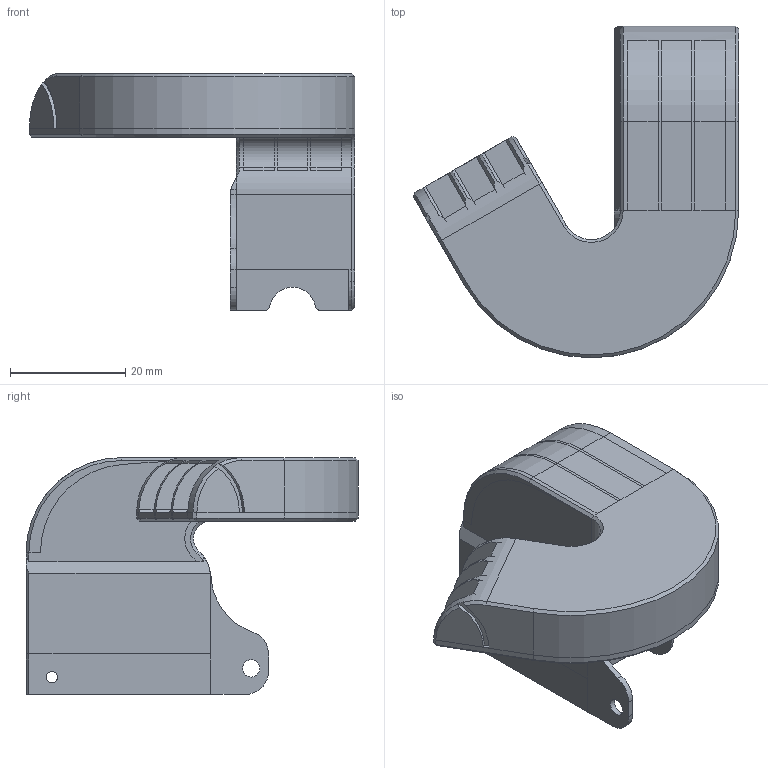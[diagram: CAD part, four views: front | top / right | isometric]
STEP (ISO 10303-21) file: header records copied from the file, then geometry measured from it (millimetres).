
FILE_DESCRIPTION(('FreeCAD Model'),'2;1');
FILE_NAME( 'CoolerAirRight_3.step', '2021-02-06T14:26:41',('Author'),(''), 'Open CASCADE STEP processor 7.3','FreeCAD','Unknown');
FILE_SCHEMA(('AUTOMOTIVE_DESIGN { 1 0 10303 214 1 1 1 1 }'));
Length unit declared in the file: millimetre
Products named in the file (1): Chamfer
Bounding box: 56.33 x 57.5 x 41 mm (x, y, z)
Volume: 12848.1 mm3; surface area: 19761.5 mm2
Topology: 1 solids, 1 shells, 252 faces, 629 edges, 376 vertices
Faces by surface type: plane 136, cone 63, cylinder 53
Full cylindrical faces by diameter (mm): 2 x2, 3 x1
Entity records: 15797 total; most frequent: CARTESIAN_POINT 3411, DIRECTION 2294, LINE 1287, VECTOR 1287, ORIENTED_EDGE 1258, PCURVE 1258, DEFINITIONAL_REPRESENTATION 1258, EDGE_CURVE 629
